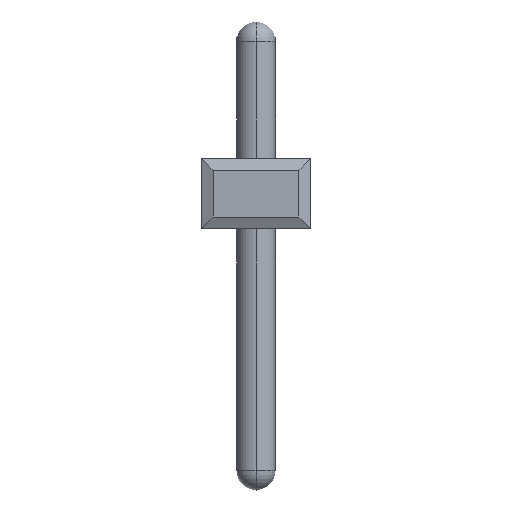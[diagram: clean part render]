
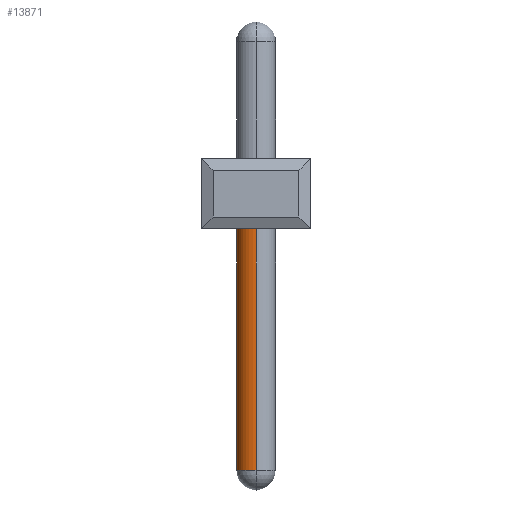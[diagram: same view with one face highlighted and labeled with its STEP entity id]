
A CAD part, front view. The second image highlights one B-rep face of the part: STEP entity #13871.
In plain terms, the highlighted cylindrical face has radius 0.5 mm (diameter 1 mm), a partial arc.
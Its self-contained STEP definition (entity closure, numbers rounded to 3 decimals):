
#4807=CARTESIAN_POINT('',(1.4,-54.25,0.2));
#4808=DIRECTION('',(0.,0.,1.));
#4809=DIRECTION('',(0.,1.,0.));
#4810=AXIS2_PLACEMENT_3D('',#4807,#4808,#4809);
#4821=CARTESIAN_POINT('',(1.4,-54.25,-6.2));
#4822=DIRECTION('',(0.,0.,1.));
#4823=DIRECTION('',(0.,1.,0.));
#4824=AXIS2_PLACEMENT_3D('',#4821,#4822,#4823);
#4826=DIRECTION('',(0.,0.,1.));
#4827=VECTOR('',#4826,6.4);
#4828=CARTESIAN_POINT('',(1.4,-53.75,-6.2));
#4829=LINE('',#4828,#4827);
#4835=DIRECTION('',(0.,0.,1.));
#4836=VECTOR('',#4835,6.4);
#4837=CARTESIAN_POINT('',(1.4,-54.75,-6.2));
#4838=LINE('',#4837,#4836);
#6158=CARTESIAN_POINT('',(1.4,-53.75,-6.2));
#6160=VERTEX_POINT('',#6158);
#6165=CARTESIAN_POINT('',(1.4,-54.75,-6.2));
#6166=VERTEX_POINT('',#6165);
#6169=CARTESIAN_POINT('',(1.4,-53.75,0.2));
#6170=CARTESIAN_POINT('',(1.4,-54.75,0.2));
#6171=VERTEX_POINT('',#6169);
#6172=VERTEX_POINT('',#6170);
#13857=CARTESIAN_POINT('',(1.4,-54.25,-7.3));
#13858=DIRECTION('',(0.,0.,1.));
#13859=DIRECTION('',(0.,1.,0.));
#13860=AXIS2_PLACEMENT_3D('',#13857,#13858,#13859);
#13861=CYLINDRICAL_SURFACE('',#13860,0.5);
#13862=ORIENTED_EDGE('',*,*,#13838,.T.);
#13864=ORIENTED_EDGE('',*,*,#13863,.F.);
#13866=ORIENTED_EDGE('',*,*,#13865,.F.);
#13868=ORIENTED_EDGE('',*,*,#13867,.T.);
#13869=EDGE_LOOP('',(#13862,#13864,#13866,#13868));
#13870=FACE_OUTER_BOUND('',#13869,.F.);
#13871=ADVANCED_FACE('',(#13870),#13861,.T.);
#4811=CIRCLE('',#4810,0.5);
#4825=CIRCLE('',#4824,0.5);
#13838=EDGE_CURVE('',#6171,#6172,#4811,.T.);
#13863=EDGE_CURVE('',#6166,#6172,#4838,.T.);
#13865=EDGE_CURVE('',#6160,#6166,#4825,.T.);
#13867=EDGE_CURVE('',#6160,#6171,#4829,.T.);
